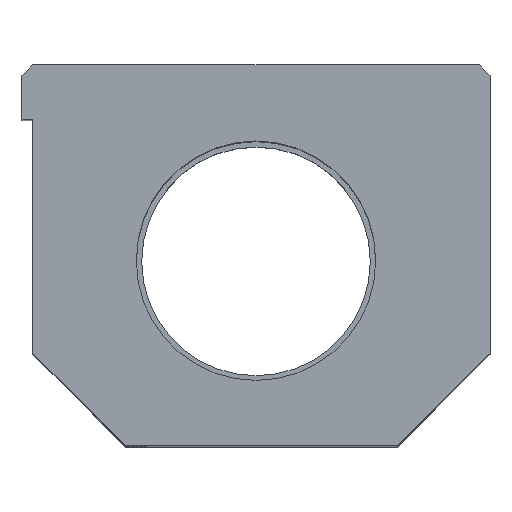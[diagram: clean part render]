
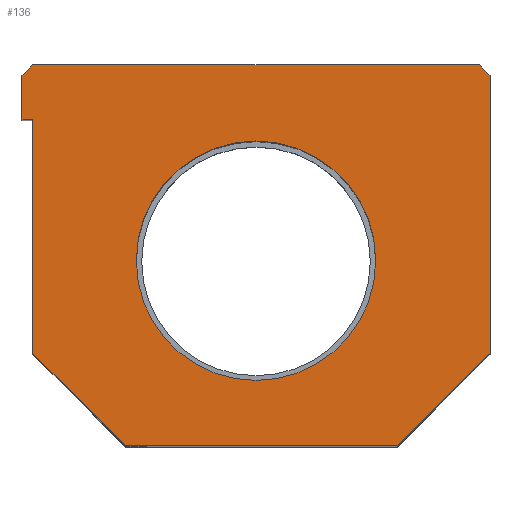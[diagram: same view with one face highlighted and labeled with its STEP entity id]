
A CAD part, top view. The second image highlights one B-rep face of the part: STEP entity #136.
In plain terms, the highlighted planar face has unit normal (0, 0, 1).
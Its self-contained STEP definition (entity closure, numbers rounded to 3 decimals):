
#136 = ADVANCED_FACE( '', ( #276, #277 ), #278, .T. );
#276 = FACE_BOUND( '', #419, .T. );
#277 = FACE_OUTER_BOUND( '', #420, .T. );
#278 = PLANE( '', #421 );
#419 = EDGE_LOOP( '', ( #884, #885 ) );
#420 = EDGE_LOOP( '', ( #886, #887, #888, #889, #890, #891, #892, #893, #894, #895 ) );
#421 = AXIS2_PLACEMENT_3D( '', #896, #897, #898 );
#884 = ORIENTED_EDGE( '', *, *, #1045, .T. );
#885 = ORIENTED_EDGE( '', *, *, #915, .T. );
#886 = ORIENTED_EDGE( '', *, *, #1046, .F. );
#887 = ORIENTED_EDGE( '', *, *, #1062, .F. );
#888 = ORIENTED_EDGE( '', *, *, #1059, .F. );
#889 = ORIENTED_EDGE( '', *, *, #1026, .F. );
#890 = ORIENTED_EDGE( '', *, *, #1031, .F. );
#891 = ORIENTED_EDGE( '', *, *, #1055, .F. );
#892 = ORIENTED_EDGE( '', *, *, #1020, .F. );
#893 = ORIENTED_EDGE( '', *, *, #1024, .F. );
#894 = ORIENTED_EDGE( '', *, *, #1053, .F. );
#895 = ORIENTED_EDGE( '', *, *, #1050, .F. );
#896 = CARTESIAN_POINT( '', ( 0., 0., 76. ) );
#897 = DIRECTION( '', ( 0., 0., 1. ) );
#898 = DIRECTION( '', ( 1., 0., 0. ) );
#915 = EDGE_CURVE( '', #1067, #1064, #1068, .T. );
#1020 = EDGE_CURVE( '', #1249, #1251, #1252, .T. );
#1024 = EDGE_CURVE( '', #1256, #1249, #1258, .T. );
#1026 = EDGE_CURVE( '', #1259, #1261, #1262, .T. );
#1031 = EDGE_CURVE( '', #1268, #1259, #1270, .T. );
#1045 = EDGE_CURVE( '', #1064, #1067, #1284, .T. );
#1046 = EDGE_CURVE( '', #1285, #1286, #1287, .T. );
#1050 = EDGE_CURVE( '', #1286, #1293, #1294, .T. );
#1053 = EDGE_CURVE( '', #1293, #1256, #1298, .T. );
#1055 = EDGE_CURVE( '', #1251, #1268, #1300, .T. );
#1059 = EDGE_CURVE( '', #1261, #1305, #1306, .T. );
#1062 = EDGE_CURVE( '', #1305, #1285, #1310, .T. );
#1064 = VERTEX_POINT( '', #1312 );
#1067 = VERTEX_POINT( '', #1316 );
#1068 = CIRCLE( '', #1317, 11. );
#1249 = VERTEX_POINT( '', #1592 );
#1251 = VERTEX_POINT( '', #1595 );
#1252 = LINE( '', #1596, #1597 );
#1256 = VERTEX_POINT( '', #1603 );
#1258 = LINE( '', #1606, #1607 );
#1259 = VERTEX_POINT( '', #1608 );
#1261 = VERTEX_POINT( '', #1611 );
#1262 = LINE( '', #1612, #1613 );
#1268 = VERTEX_POINT( '', #1622 );
#1270 = LINE( '', #1625, #1626 );
#1284 = CIRCLE( '', #1640, 11. );
#1285 = VERTEX_POINT( '', #1641 );
#1286 = VERTEX_POINT( '', #1642 );
#1287 = LINE( '', #1643, #1644 );
#1293 = VERTEX_POINT( '', #1653 );
#1294 = LINE( '', #1654, #1655 );
#1298 = LINE( '', #1661, #1662 );
#1300 = LINE( '', #1665, #1666 );
#1305 = VERTEX_POINT( '', #1674 );
#1306 = LINE( '', #1675, #1676 );
#1310 = LINE( '', #1682, #1683 );
#1312 = CARTESIAN_POINT( '', ( 0., 28., 76. ) );
#1316 = CARTESIAN_POINT( '', ( 0., 6., 76. ) );
#1317 = AXIS2_PLACEMENT_3D( '', #1687, #1688, #1689 );
#1592 = CARTESIAN_POINT( '', ( 21.5, 8.5, 76. ) );
#1595 = CARTESIAN_POINT( '', ( 13., 0., 76. ) );
#1596 = CARTESIAN_POINT( '', ( 13., 0., 76. ) );
#1597 = VECTOR( '', #1890, 1. );
#1603 = CARTESIAN_POINT( '', ( 21.5, 34., 76. ) );
#1606 = CARTESIAN_POINT( '', ( 21.5, 8.5, 76. ) );
#1607 = VECTOR( '', #1894, 1. );
#1608 = CARTESIAN_POINT( '', ( -20.5, 8.5, 76. ) );
#1611 = CARTESIAN_POINT( '', ( -20.5, 30., 76. ) );
#1612 = CARTESIAN_POINT( '', ( -20.5, 30., 76. ) );
#1613 = VECTOR( '', #1896, 1. );
#1622 = CARTESIAN_POINT( '', ( -12., 0., 76. ) );
#1625 = CARTESIAN_POINT( '', ( -20.5, 8.5, 76. ) );
#1626 = VECTOR( '', #1901, 1. );
#1640 = AXIS2_PLACEMENT_3D( '', #1941, #1942, #1943 );
#1641 = CARTESIAN_POINT( '', ( -21.5, 34., 76. ) );
#1642 = CARTESIAN_POINT( '', ( -20.5, 35., 76. ) );
#1643 = CARTESIAN_POINT( '', ( -20.5, 35., 76. ) );
#1644 = VECTOR( '', #1944, 1. );
#1653 = CARTESIAN_POINT( '', ( 20.5, 35., 76. ) );
#1654 = CARTESIAN_POINT( '', ( 20.5, 35., 76. ) );
#1655 = VECTOR( '', #1948, 1. );
#1661 = CARTESIAN_POINT( '', ( 21.5, 34., 76. ) );
#1662 = VECTOR( '', #1951, 1. );
#1665 = CARTESIAN_POINT( '', ( -12., 0., 76. ) );
#1666 = VECTOR( '', #1953, 1. );
#1674 = CARTESIAN_POINT( '', ( -21.5, 30., 76. ) );
#1675 = CARTESIAN_POINT( '', ( -21.5, 30., 76. ) );
#1676 = VECTOR( '', #1957, 1. );
#1682 = CARTESIAN_POINT( '', ( -21.5, 34., 76. ) );
#1683 = VECTOR( '', #1960, 1. );
#1687 = CARTESIAN_POINT( '', ( 0., 17., 76. ) );
#1688 = DIRECTION( '', ( 0., 0., -1. ) );
#1689 = DIRECTION( '', ( 0., 1., 0. ) );
#1890 = DIRECTION( '', ( -0.707, -0.707, 0. ) );
#1894 = DIRECTION( '', ( 0., -1., 0. ) );
#1896 = DIRECTION( '', ( 0., 1., 0. ) );
#1901 = DIRECTION( '', ( -0.707, 0.707, 0. ) );
#1941 = CARTESIAN_POINT( '', ( 0., 17., 76. ) );
#1942 = DIRECTION( '', ( 0., 0., -1. ) );
#1943 = DIRECTION( '', ( 0., 1., 0. ) );
#1944 = DIRECTION( '', ( 0.707, 0.707, 0. ) );
#1948 = DIRECTION( '', ( 1., 0., 0. ) );
#1951 = DIRECTION( '', ( 0.707, -0.707, 0. ) );
#1953 = DIRECTION( '', ( -1., 0., 0. ) );
#1957 = DIRECTION( '', ( -1., 0., 0. ) );
#1960 = DIRECTION( '', ( 0., 1., 0. ) );
